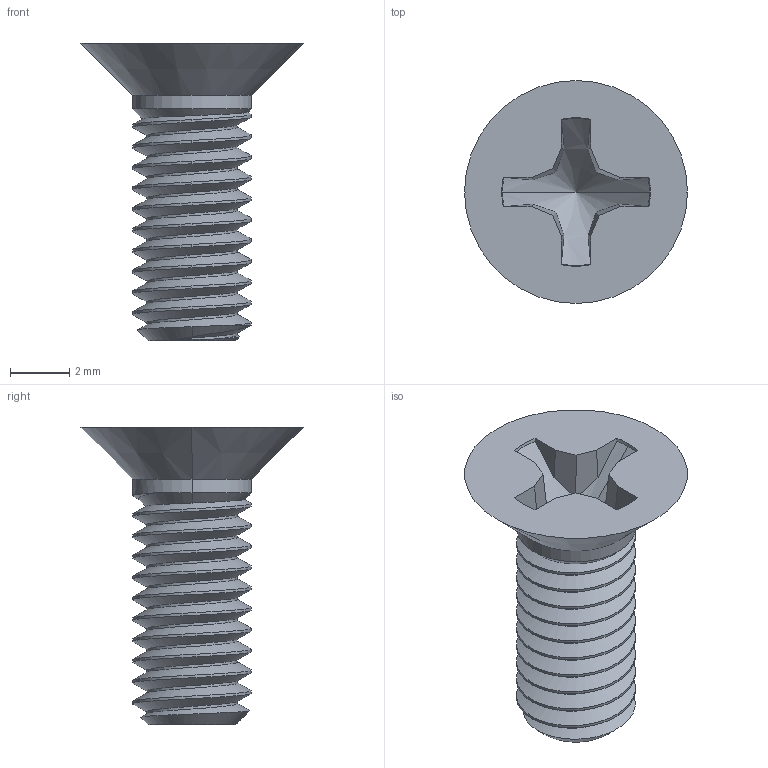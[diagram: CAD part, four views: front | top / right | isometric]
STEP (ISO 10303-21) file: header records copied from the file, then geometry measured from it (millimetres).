
FILE_DESCRIPTION (( 'STEP AP203' ), '1' );
FILE_NAME ('99658A643.step', '2012-06-11T13:38:25', ( 'Admin' ), ( 'Microsoft' ), 'SwSTEP 2.0', 'SolidWorks 2012', '' );
FILE_SCHEMA (( 'CONFIG_CONTROL_DESIGN' ));
Length unit declared in the file: millimetre
Products named in the file (1): 99658A643
Bounding box: 7.5 x 7.5 x 10 mm (x, y, z)
Volume: 117.7 mm3; surface area: 270.2 mm2
Topology: 1 solids, 1 shells, 59 faces, 166 edges, 108 vertices
Faces by surface type: cylinder 23, plane 18, cone 15, bspline 3
Entity records: 3599 total; most frequent: CARTESIAN_POINT 2209, ORIENTED_EDGE 328, DIRECTION 217, EDGE_CURVE 164, VERTEX_POINT 108, AXIS2_PLACEMENT_3D 78, VECTOR 61, LINE 61
